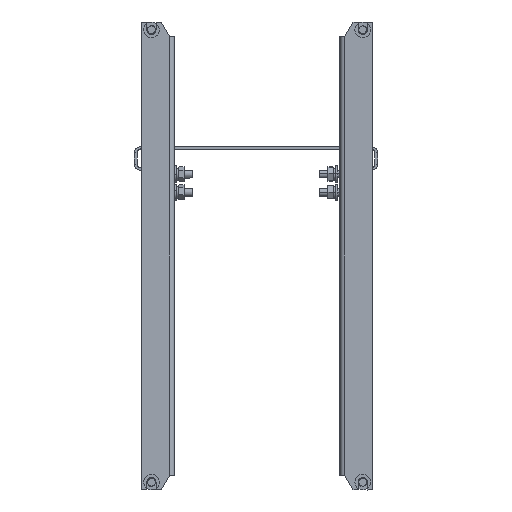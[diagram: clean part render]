
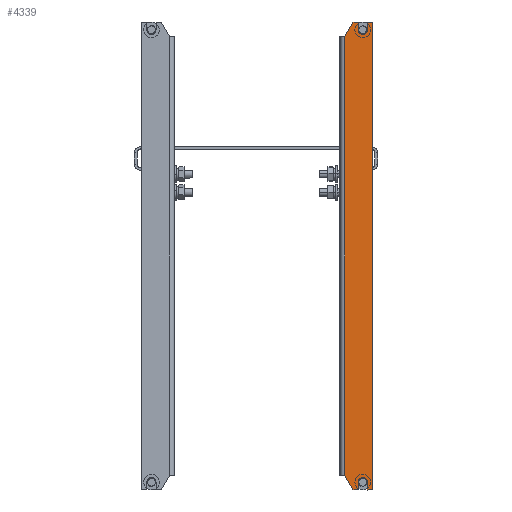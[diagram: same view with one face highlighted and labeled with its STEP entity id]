
A CAD part, left-side view. The second image highlights one B-rep face of the part: STEP entity #4339.
In plain terms, the highlighted face is planar.
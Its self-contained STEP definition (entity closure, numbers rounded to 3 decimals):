
#92 = LINE ( 'NONE', #2607, #9748 ) ;
#103 = VECTOR ( 'NONE', #4401, 1000. ) ;
#231 = CARTESIAN_POINT ( 'NONE',  ( -180., 8.5, -2. ) ) ;
#271 = CARTESIAN_POINT ( 'NONE',  ( -174., 5., -2. ) ) ;
#362 = ORIENTED_EDGE ( 'NONE', *, *, #1117, .T. ) ;
#382 = DIRECTION ( 'NONE',  ( 1., 0., 0. ) ) ;
#425 = LINE ( 'NONE', #8915, #4325 ) ;
#704 = CARTESIAN_POINT ( 'NONE',  ( 0., 1.5, -2. ) ) ;
#809 = VECTOR ( 'NONE', #10820, 1000. ) ;
#826 = DIRECTION ( 'NONE',  ( 0., -1., 0. ) ) ;
#893 = CARTESIAN_POINT ( 'NONE',  ( -174., 5., -2. ) ) ;
#976 = LINE ( 'NONE', #7699, #103 ) ;
#1107 = VECTOR ( 'NONE', #10285, 1000. ) ;
#1117 = EDGE_CURVE ( 'NONE', #4358, #8822, #92, .T. ) ;
#1198 = ORIENTED_EDGE ( 'NONE', *, *, #6582, .T. ) ;
#1210 = EDGE_CURVE ( 'NONE', #1378, #7589, #976, .T. ) ;
#1378 = VERTEX_POINT ( 'NONE', #4646 ) ;
#1511 = LINE ( 'NONE', #5935, #7944 ) ;
#1601 = CARTESIAN_POINT ( 'NONE',  ( -180., 12.5, -2. ) ) ;
#1685 = CIRCLE ( 'NONE', #6495, 3.5 ) ;
#1710 = VERTEX_POINT ( 'NONE', #1884 ) ;
#1884 = CARTESIAN_POINT ( 'NONE',  ( 180., -2.5, -2. ) ) ;
#1906 = CIRCLE ( 'NONE', #10125, 3.5 ) ;
#2028 = EDGE_CURVE ( 'NONE', #7589, #6606, #10994, .T. ) ;
#2043 = VECTOR ( 'NONE', #6939, 1000. ) ;
#2377 = DIRECTION ( 'NONE',  ( 1., 0., 0. ) ) ;
#2423 = DIRECTION ( 'NONE',  ( 1., 0., 0. ) ) ;
#2468 = LINE ( 'NONE', #8338, #4376 ) ;
#2592 = CARTESIAN_POINT ( 'NONE',  ( -168.75, -9., -2. ) ) ;
#2607 = CARTESIAN_POINT ( 'NONE',  ( 180., 12.5, -2. ) ) ;
#2695 = DIRECTION ( 'NONE',  ( 0., -1., 0. ) ) ;
#2806 = LINE ( 'NONE', #7053, #3094 ) ;
#2984 = AXIS2_PLACEMENT_3D ( 'NONE', #271, #6410, #382 ) ;
#3039 = VERTEX_POINT ( 'NONE', #10294 ) ;
#3094 = VECTOR ( 'NONE', #2695, 1000. ) ;
#3164 = ORIENTED_EDGE ( 'NONE', *, *, #2028, .T. ) ;
#3167 = LINE ( 'NONE', #8249, #10929 ) ;
#3429 = DIRECTION ( 'NONE',  ( 0., 0., 1. ) ) ;
#3517 = EDGE_CURVE ( 'NONE', #4328, #3774, #5263, .T. ) ;
#3534 = CARTESIAN_POINT ( 'NONE',  ( -180., -2.5, -2. ) ) ;
#3584 = LINE ( 'NONE', #3534, #2043 ) ;
#3774 = VERTEX_POINT ( 'NONE', #5591 ) ;
#3804 = ORIENTED_EDGE ( 'NONE', *, *, #8722, .T. ) ;
#4066 = CARTESIAN_POINT ( 'NONE',  ( 182., 1.5, -2. ) ) ;
#4093 = DIRECTION ( 'NONE',  ( -0.866, -0.5, 0. ) ) ;
#4325 = VECTOR ( 'NONE', #7413, 1000. ) ;
#4328 = VERTEX_POINT ( 'NONE', #7630 ) ;
#4331 = CARTESIAN_POINT ( 'NONE',  ( -174., 1.5, -2. ) ) ;
#4339 = ADVANCED_FACE ( 'NONE', ( #10079 ), #9415, .F. ) ;
#4358 = VERTEX_POINT ( 'NONE', #6889 ) ;
#4376 = VECTOR ( 'NONE', #7610, 1000. ) ;
#4401 = DIRECTION ( 'NONE',  ( -1., 0., 0. ) ) ;
#4482 = EDGE_CURVE ( 'NONE', #7804, #1710, #2806, .T. ) ;
#4646 = CARTESIAN_POINT ( 'NONE',  ( -174., 8.5, -2. ) ) ;
#4990 = VERTEX_POINT ( 'NONE', #5216 ) ;
#5013 = ORIENTED_EDGE ( 'NONE', *, *, #6475, .F. ) ;
#5067 = CARTESIAN_POINT ( 'NONE',  ( 0., 0., -2. ) ) ;
#5194 = EDGE_CURVE ( 'NONE', #6669, #3039, #1685, .T. ) ;
#5205 = ORIENTED_EDGE ( 'NONE', *, *, #5569, .T. ) ;
#5216 = CARTESIAN_POINT ( 'NONE',  ( -170.5, 5., -2. ) ) ;
#5241 = DIRECTION ( 'NONE',  ( 0., 1., 0. ) ) ;
#5263 = LINE ( 'NONE', #7038, #1107 ) ;
#5326 = EDGE_CURVE ( 'NONE', #10056, #5554, #425, .T. ) ;
#5359 = EDGE_CURVE ( 'NONE', #8822, #6669, #3167, .T. ) ;
#5540 = ORIENTED_EDGE ( 'NONE', *, *, #3517, .T. ) ;
#5554 = VERTEX_POINT ( 'NONE', #2592 ) ;
#5569 = EDGE_CURVE ( 'NONE', #3774, #5673, #6675, .T. ) ;
#5573 = DIRECTION ( 'NONE',  ( -1., 0., 0. ) ) ;
#5591 = CARTESIAN_POINT ( 'NONE',  ( -180., 1.5, -2. ) ) ;
#5673 = VERTEX_POINT ( 'NONE', #4331 ) ;
#5700 = ORIENTED_EDGE ( 'NONE', *, *, #5194, .T. ) ;
#5857 = LINE ( 'NONE', #4066, #809 ) ;
#5923 = CARTESIAN_POINT ( 'NONE',  ( 174., 5., -2. ) ) ;
#5935 = CARTESIAN_POINT ( 'NONE',  ( 180., -2.5, -2. ) ) ;
#6234 = EDGE_CURVE ( 'NONE', #5554, #4328, #3584, .T. ) ;
#6371 = CIRCLE ( 'NONE', #2984, 3.5 ) ;
#6410 = DIRECTION ( 'NONE',  ( 0., 0., 1. ) ) ;
#6450 = VECTOR ( 'NONE', #2377, 1000. ) ;
#6475 = EDGE_CURVE ( 'NONE', #4358, #6606, #2468, .T. ) ;
#6495 = AXIS2_PLACEMENT_3D ( 'NONE', #5923, #9378, #9157 ) ;
#6503 = ORIENTED_EDGE ( 'NONE', *, *, #1210, .T. ) ;
#6582 = EDGE_CURVE ( 'NONE', #1710, #10056, #1511, .T. ) ;
#6606 = VERTEX_POINT ( 'NONE', #9498 ) ;
#6669 = VERTEX_POINT ( 'NONE', #7035 ) ;
#6675 = LINE ( 'NONE', #704, #6450 ) ;
#6889 = CARTESIAN_POINT ( 'NONE',  ( 180., 12.5, -2. ) ) ;
#6939 = DIRECTION ( 'NONE',  ( -0.866, 0.5, 0. ) ) ;
#7035 = CARTESIAN_POINT ( 'NONE',  ( 174., 8.5, -2. ) ) ;
#7037 = DIRECTION ( 'NONE',  ( 1., 0., 0. ) ) ;
#7038 = CARTESIAN_POINT ( 'NONE',  ( -180., 12.5, -2. ) ) ;
#7053 = CARTESIAN_POINT ( 'NONE',  ( 180., 12.5, -2. ) ) ;
#7413 = DIRECTION ( 'NONE',  ( -1., 0., 0. ) ) ;
#7589 = VERTEX_POINT ( 'NONE', #231 ) ;
#7610 = DIRECTION ( 'NONE',  ( -1., 0., 0. ) ) ;
#7630 = CARTESIAN_POINT ( 'NONE',  ( -180., -2.5, -2. ) ) ;
#7643 = CARTESIAN_POINT ( 'NONE',  ( 180., 8.5, -2. ) ) ;
#7699 = CARTESIAN_POINT ( 'NONE',  ( 0., 8.5, -2. ) ) ;
#7804 = VERTEX_POINT ( 'NONE', #10177 ) ;
#7944 = VECTOR ( 'NONE', #4093, 1000. ) ;
#8075 = EDGE_CURVE ( 'NONE', #5673, #4990, #1906, .T. ) ;
#8249 = CARTESIAN_POINT ( 'NONE',  ( 182., 8.5, -2. ) ) ;
#8338 = CARTESIAN_POINT ( 'NONE',  ( -168.75, 12.5, -2. ) ) ;
#8358 = ORIENTED_EDGE ( 'NONE', *, *, #5326, .T. ) ;
#8558 = CARTESIAN_POINT ( 'NONE',  ( 168.75, -9., -2. ) ) ;
#8722 = EDGE_CURVE ( 'NONE', #3039, #7804, #5857, .T. ) ;
#8822 = VERTEX_POINT ( 'NONE', #7643 ) ;
#8915 = CARTESIAN_POINT ( 'NONE',  ( 168.75, -9., -2. ) ) ;
#9157 = DIRECTION ( 'NONE',  ( -1., 0., 0. ) ) ;
#9378 = DIRECTION ( 'NONE',  ( 0., 0., 1. ) ) ;
#9415 = PLANE ( 'NONE',  #10408 ) ;
#9498 = CARTESIAN_POINT ( 'NONE',  ( -180., 12.5, -2. ) ) ;
#9748 = VECTOR ( 'NONE', #826, 1000. ) ;
#10056 = VERTEX_POINT ( 'NONE', #8558 ) ;
#10079 = FACE_OUTER_BOUND ( 'NONE', #10398, .T. ) ;
#10125 = AXIS2_PLACEMENT_3D ( 'NONE', #893, #10392, #7037 ) ;
#10140 = VECTOR ( 'NONE', #5241, 1000. ) ;
#10177 = CARTESIAN_POINT ( 'NONE',  ( 180., 1.5, -2. ) ) ;
#10285 = DIRECTION ( 'NONE',  ( 0., 1., 0. ) ) ;
#10294 = CARTESIAN_POINT ( 'NONE',  ( 174., 1.5, -2. ) ) ;
#10392 = DIRECTION ( 'NONE',  ( 0., 0., 1. ) ) ;
#10398 = EDGE_LOOP ( 'NONE', ( #10531, #5700, #3804, #10593, #1198, #8358, #10519, #5540, #5205, #10530, #10956, #6503, #3164, #5013, #362 ) ) ;
#10408 = AXIS2_PLACEMENT_3D ( 'NONE', #5067, #3429, #2423 ) ;
#10519 = ORIENTED_EDGE ( 'NONE', *, *, #6234, .T. ) ;
#10530 = ORIENTED_EDGE ( 'NONE', *, *, #8075, .T. ) ;
#10531 = ORIENTED_EDGE ( 'NONE', *, *, #5359, .T. ) ;
#10593 = ORIENTED_EDGE ( 'NONE', *, *, #4482, .T. ) ;
#10641 = EDGE_CURVE ( 'NONE', #4990, #1378, #6371, .T. ) ;
#10820 = DIRECTION ( 'NONE',  ( 1., 0., 0. ) ) ;
#10929 = VECTOR ( 'NONE', #5573, 1000. ) ;
#10956 = ORIENTED_EDGE ( 'NONE', *, *, #10641, .T. ) ;
#10994 = LINE ( 'NONE', #1601, #10140 ) ;
